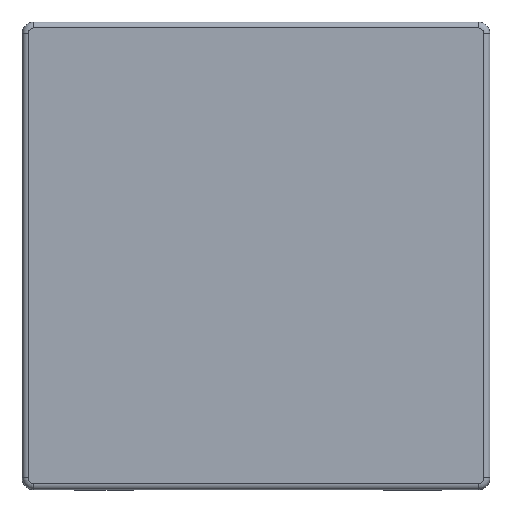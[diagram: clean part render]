
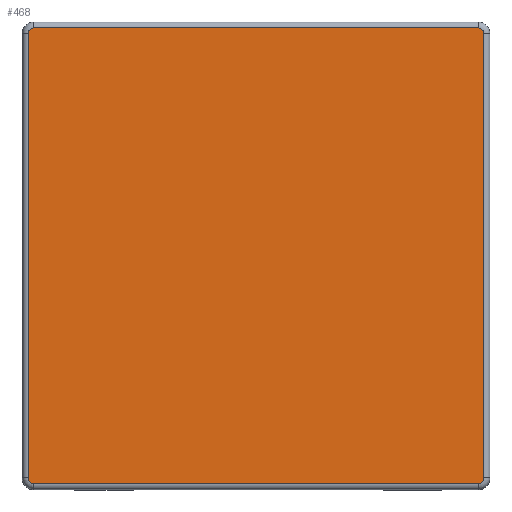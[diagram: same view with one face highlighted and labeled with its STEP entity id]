
A CAD part, top view. The second image highlights one B-rep face of the part: STEP entity #468.
In plain terms, the highlighted planar face has unit normal (0, 0, 1).
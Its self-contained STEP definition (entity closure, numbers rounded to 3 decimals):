
#45 = AXIS2_PLACEMENT_3D ( 'NONE', #678, #1900, #1017 ) ;
#68 = CIRCLE ( 'NONE', #45, 0.025 ) ;
#112 = VERTEX_POINT ( 'NONE', #775 ) ;
#140 = CARTESIAN_POINT ( 'NONE',  ( 0.949, 0.975, 0.58 ) ) ;
#216 = DIRECTION ( 'NONE',  ( 1., 0., 0. ) ) ;
#230 = CARTESIAN_POINT ( 'NONE',  ( -0.949, 0.975, 0.58 ) ) ;
#266 = AXIS2_PLACEMENT_3D ( 'NONE', #910, #1966, #1131 ) ;
#317 = DIRECTION ( 'NONE',  ( 0., 0., 1. ) ) ;
#326 = VERTEX_POINT ( 'NONE', #1570 ) ;
#365 = ORIENTED_EDGE ( 'NONE', *, *, #934, .T. ) ;
#394 = LINE ( 'NONE', #1451, #954 ) ;
#409 = CIRCLE ( 'NONE', #598, 0.025 ) ;
#444 = CIRCLE ( 'NONE', #266, 0.025 ) ;
#468 = ADVANCED_FACE ( 'NONE', ( #1625 ), #1077, .T. ) ;
#471 = DIRECTION ( 'NONE',  ( 0., 1., 0. ) ) ;
#492 = EDGE_CURVE ( 'NONE', #1763, #326, #444, .T. ) ;
#534 = CIRCLE ( 'NONE', #2178, 0.025 ) ;
#544 = CARTESIAN_POINT ( 'NONE',  ( 0.949, -0.975, 0.58 ) ) ;
#550 = ORIENTED_EDGE ( 'NONE', *, *, #817, .T. ) ;
#598 = AXIS2_PLACEMENT_3D ( 'NONE', #640, #317, #819 ) ;
#640 = CARTESIAN_POINT ( 'NONE',  ( 0.949, 0.949, 0.58 ) ) ;
#678 = CARTESIAN_POINT ( 'NONE',  ( -0.949, -0.949, 0.58 ) ) ;
#687 = VERTEX_POINT ( 'NONE', #140 ) ;
#697 = EDGE_CURVE ( 'NONE', #1271, #901, #1789, .T. ) ;
#702 = CARTESIAN_POINT ( 'NONE',  ( 0.975, 0.949, 0.58 ) ) ;
#745 = EDGE_CURVE ( 'NONE', #1293, #1271, #534, .T. ) ;
#775 = CARTESIAN_POINT ( 'NONE',  ( -0.949, -0.975, 0.58 ) ) ;
#817 = EDGE_CURVE ( 'NONE', #1024, #112, #68, .T. ) ;
#819 = DIRECTION ( 'NONE',  ( 1., 0., 0. ) ) ;
#873 = LINE ( 'NONE', #1944, #1010 ) ;
#901 = VERTEX_POINT ( 'NONE', #702 ) ;
#903 = CARTESIAN_POINT ( 'NONE',  ( -0.975, 0., 0.58 ) ) ;
#910 = CARTESIAN_POINT ( 'NONE',  ( -0.949, 0.949, 0.58 ) ) ;
#934 = EDGE_CURVE ( 'NONE', #687, #1763, #873, .T. ) ;
#943 = EDGE_CURVE ( 'NONE', #326, #1024, #1959, .T. ) ;
#954 = VECTOR ( 'NONE', #1277, 1000. ) ;
#990 = ORIENTED_EDGE ( 'NONE', *, *, #1685, .T. ) ;
#1010 = VECTOR ( 'NONE', #1251, 1000. ) ;
#1017 = DIRECTION ( 'NONE',  ( 1., 0., 0. ) ) ;
#1024 = VERTEX_POINT ( 'NONE', #1275 ) ;
#1077 = PLANE ( 'NONE',  #1324 ) ;
#1094 = DIRECTION ( 'NONE',  ( 0., 0., 1. ) ) ;
#1131 = DIRECTION ( 'NONE',  ( 1., 0., 0. ) ) ;
#1157 = CARTESIAN_POINT ( 'NONE',  ( 0.949, -0.949, 0.58 ) ) ;
#1199 = ORIENTED_EDGE ( 'NONE', *, *, #1922, .T. ) ;
#1219 = CARTESIAN_POINT ( 'NONE',  ( 0.975, -0.949, 0.58 ) ) ;
#1251 = DIRECTION ( 'NONE',  ( -1., 0., 0. ) ) ;
#1271 = VERTEX_POINT ( 'NONE', #1219 ) ;
#1275 = CARTESIAN_POINT ( 'NONE',  ( -0.975, -0.949, 0.58 ) ) ;
#1277 = DIRECTION ( 'NONE',  ( 1., 0., 0. ) ) ;
#1293 = VERTEX_POINT ( 'NONE', #544 ) ;
#1324 = AXIS2_PLACEMENT_3D ( 'NONE', #1423, #1094, #216 ) ;
#1329 = VECTOR ( 'NONE', #471, 1000. ) ;
#1340 = DIRECTION ( 'NONE',  ( 1., 0., 0. ) ) ;
#1423 = CARTESIAN_POINT ( 'NONE',  ( 0., 0., 0.58 ) ) ;
#1451 = CARTESIAN_POINT ( 'NONE',  ( 0., -0.975, 0.58 ) ) ;
#1570 = CARTESIAN_POINT ( 'NONE',  ( -0.975, 0.949, 0.58 ) ) ;
#1600 = DIRECTION ( 'NONE',  ( 0., -1., 0. ) ) ;
#1625 = FACE_OUTER_BOUND ( 'NONE', #1710, .T. ) ;
#1685 = EDGE_CURVE ( 'NONE', #112, #1293, #394, .T. ) ;
#1710 = EDGE_LOOP ( 'NONE', ( #1199, #365, #2038, #1833, #550, #990, #1830, #2142 ) ) ;
#1730 = VECTOR ( 'NONE', #1600, 1000. ) ;
#1763 = VERTEX_POINT ( 'NONE', #230 ) ;
#1789 = LINE ( 'NONE', #2069, #1329 ) ;
#1830 = ORIENTED_EDGE ( 'NONE', *, *, #745, .T. ) ;
#1833 = ORIENTED_EDGE ( 'NONE', *, *, #943, .T. ) ;
#1864 = DIRECTION ( 'NONE',  ( 0., 0., 1. ) ) ;
#1900 = DIRECTION ( 'NONE',  ( 0., 0., 1. ) ) ;
#1922 = EDGE_CURVE ( 'NONE', #901, #687, #409, .T. ) ;
#1944 = CARTESIAN_POINT ( 'NONE',  ( 0., 0.975, 0.58 ) ) ;
#1959 = LINE ( 'NONE', #903, #1730 ) ;
#1966 = DIRECTION ( 'NONE',  ( 0., 0., 1. ) ) ;
#2038 = ORIENTED_EDGE ( 'NONE', *, *, #492, .T. ) ;
#2069 = CARTESIAN_POINT ( 'NONE',  ( 0.975, 0., 0.58 ) ) ;
#2142 = ORIENTED_EDGE ( 'NONE', *, *, #697, .T. ) ;
#2178 = AXIS2_PLACEMENT_3D ( 'NONE', #1157, #1864, #1340 ) ;
